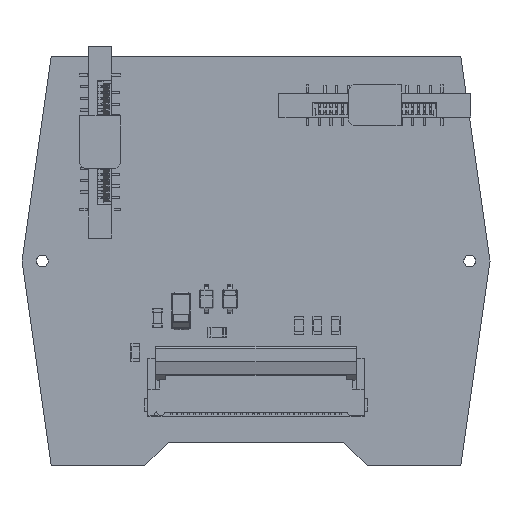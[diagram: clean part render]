
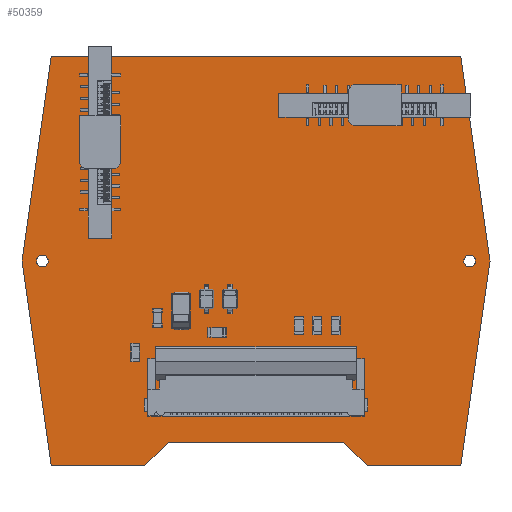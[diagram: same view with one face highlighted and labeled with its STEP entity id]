
A CAD part, top view. The second image highlights one B-rep face of the part: STEP entity #50359.
In plain terms, the highlighted planar face has unit normal (0, 0, 1).
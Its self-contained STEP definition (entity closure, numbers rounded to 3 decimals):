
#1012=CIRCLE('',#53410,0.5);
#1013=CIRCLE('',#53411,0.5);
#1058=FACE_BOUND('',#6037,.T.);
#1059=FACE_BOUND('',#6038,.T.);
#3521=FACE_OUTER_BOUND('',#6036,.T.);
#6036=EDGE_LOOP('',(#45607,#45608,#45609,#45610,#45611,#45612,#45613,#45614,
#45615,#45616));
#6037=EDGE_LOOP('',(#45617));
#6038=EDGE_LOOP('',(#45618));
#12722=LINE('',#80388,#19427);
#12726=LINE('',#80396,#19431);
#12728=LINE('',#80400,#19433);
#12738=LINE('',#80424,#19443);
#12739=LINE('',#80426,#19444);
#12740=LINE('',#80428,#19445);
#12741=LINE('',#80430,#19446);
#12742=LINE('',#80432,#19447);
#12743=LINE('',#80434,#19448);
#12744=LINE('',#80435,#19449);
#19427=VECTOR('',#65960,1.);
#19431=VECTOR('',#65966,1.);
#19433=VECTOR('',#65970,1.);
#19443=VECTOR('',#65988,1.);
#19444=VECTOR('',#65989,1.);
#19445=VECTOR('',#65990,1.);
#19446=VECTOR('',#65991,1.);
#19447=VECTOR('',#65992,1.);
#19448=VECTOR('',#65993,1.);
#19449=VECTOR('',#65994,1.);
#24149=VERTEX_POINT('',#80385);
#24150=VERTEX_POINT('',#80387);
#24153=VERTEX_POINT('',#80394);
#24154=VERTEX_POINT('',#80399);
#24164=VERTEX_POINT('',#80423);
#24165=VERTEX_POINT('',#80425);
#24166=VERTEX_POINT('',#80427);
#24167=VERTEX_POINT('',#80429);
#24168=VERTEX_POINT('',#80431);
#24169=VERTEX_POINT('',#80433);
#24170=VERTEX_POINT('',#80436);
#24171=VERTEX_POINT('',#80438);
#31298=EDGE_CURVE('',#24149,#24150,#12722,.T.);
#31302=EDGE_CURVE('',#24153,#24149,#12726,.T.);
#31304=EDGE_CURVE('',#24150,#24154,#12728,.T.);
#31316=EDGE_CURVE('',#24164,#24153,#12738,.T.);
#31317=EDGE_CURVE('',#24165,#24164,#12739,.T.);
#31318=EDGE_CURVE('',#24166,#24165,#12740,.T.);
#31319=EDGE_CURVE('',#24167,#24166,#12741,.T.);
#31320=EDGE_CURVE('',#24168,#24167,#12742,.T.);
#31321=EDGE_CURVE('',#24169,#24168,#12743,.T.);
#31322=EDGE_CURVE('',#24154,#24169,#12744,.T.);
#31323=EDGE_CURVE('',#24170,#24170,#1012,.T.);
#31324=EDGE_CURVE('',#24171,#24171,#1013,.T.);
#45607=ORIENTED_EDGE('',*,*,#31298,.F.);
#45608=ORIENTED_EDGE('',*,*,#31302,.F.);
#45609=ORIENTED_EDGE('',*,*,#31316,.F.);
#45610=ORIENTED_EDGE('',*,*,#31317,.F.);
#45611=ORIENTED_EDGE('',*,*,#31318,.F.);
#45612=ORIENTED_EDGE('',*,*,#31319,.F.);
#45613=ORIENTED_EDGE('',*,*,#31320,.F.);
#45614=ORIENTED_EDGE('',*,*,#31321,.F.);
#45615=ORIENTED_EDGE('',*,*,#31322,.F.);
#45616=ORIENTED_EDGE('',*,*,#31304,.F.);
#45617=ORIENTED_EDGE('',*,*,#31323,.F.);
#45618=ORIENTED_EDGE('',*,*,#31324,.F.);
#47890=PLANE('',#53409);
#50359=ADVANCED_FACE('',(#3521,#1058,#1059),#47890,.F.);
#53409=AXIS2_PLACEMENT_3D('',#80422,#65986,#65987);
#53410=AXIS2_PLACEMENT_3D('',#80437,#65995,#65996);
#53411=AXIS2_PLACEMENT_3D('',#80439,#65997,#65998);
#65960=DIRECTION('',(1.,0.,0.));
#65966=DIRECTION('',(0.141,0.99,0.));
#65970=DIRECTION('',(0.141,-0.99,0.));
#65986=DIRECTION('center_axis',(0.,0.,-1.));
#65987=DIRECTION('ref_axis',(-1.,0.,0.));
#65988=DIRECTION('',(-0.141,0.99,0.));
#65989=DIRECTION('',(-1.,0.,0.));
#65990=DIRECTION('',(-0.707,-0.707,0.));
#65991=DIRECTION('',(-1.,0.,0.));
#65992=DIRECTION('',(-0.707,0.707,0.));
#65993=DIRECTION('',(-1.,0.,0.));
#65994=DIRECTION('',(-0.141,-0.99,0.));
#65995=DIRECTION('center_axis',(0.,0.,1.));
#65996=DIRECTION('ref_axis',(1.,0.,0.));
#65997=DIRECTION('center_axis',(0.,0.,1.));
#65998=DIRECTION('ref_axis',(1.,0.,0.));
#80385=CARTESIAN_POINT('',(-17.5,17.5,1.6));
#80387=CARTESIAN_POINT('',(17.5,17.5,1.6));
#80388=CARTESIAN_POINT('',(-17.5,17.5,1.6));
#80394=CARTESIAN_POINT('',(-20.,0.,1.6));
#80396=CARTESIAN_POINT('',(-20.,0.,1.6));
#80399=CARTESIAN_POINT('',(20.,0.,1.6));
#80400=CARTESIAN_POINT('',(17.5,17.5,1.6));
#80422=CARTESIAN_POINT('Origin',(0.,0.047,1.6));
#80423=CARTESIAN_POINT('',(-17.5,-17.5,1.6));
#80424=CARTESIAN_POINT('',(-17.5,-17.5,1.6));
#80425=CARTESIAN_POINT('',(-9.5,-17.5,1.6));
#80426=CARTESIAN_POINT('',(-9.5,-17.5,1.6));
#80427=CARTESIAN_POINT('',(-7.5,-15.5,1.6));
#80428=CARTESIAN_POINT('',(-7.5,-15.5,1.6));
#80429=CARTESIAN_POINT('',(7.5,-15.5,1.6));
#80430=CARTESIAN_POINT('',(7.5,-15.5,1.6));
#80431=CARTESIAN_POINT('',(9.5,-17.5,1.6));
#80432=CARTESIAN_POINT('',(9.5,-17.5,1.6));
#80433=CARTESIAN_POINT('',(17.5,-17.5,1.6));
#80434=CARTESIAN_POINT('',(17.5,-17.5,1.6));
#80435=CARTESIAN_POINT('',(20.,0.,1.6));
#80436=CARTESIAN_POINT('',(-18.75,0.,1.6));
#80437=CARTESIAN_POINT('Origin',(-18.25,0.,1.6));
#80438=CARTESIAN_POINT('',(17.75,0.,1.6));
#80439=CARTESIAN_POINT('Origin',(18.25,0.,1.6));
